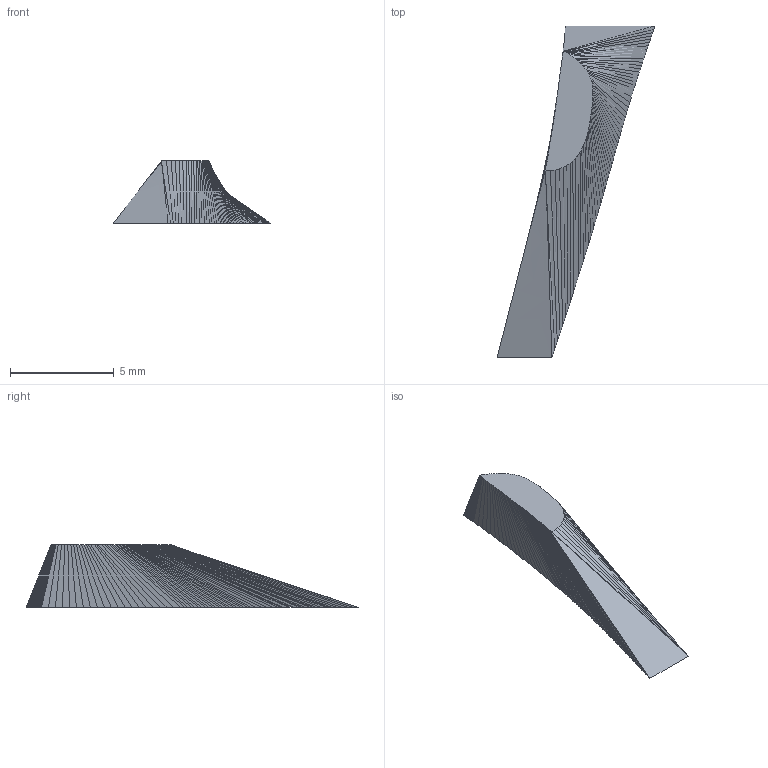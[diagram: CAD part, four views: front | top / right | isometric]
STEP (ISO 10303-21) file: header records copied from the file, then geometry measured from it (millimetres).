
FILE_DESCRIPTION(('STEP AP214'),'1');
FILE_NAME('tmp0.stp','2020-06-09T04:13:05',(' '),(' '),'Spatial InterOp 3D',' ',' ');
FILE_SCHEMA(('automotive_design'));
Length unit declared in the file: millimetre
Products named in the file (1): 1
Bounding box: 7.6 x 15.99 x 3 mm (x, y, z)
Volume: 77.9 mm3; surface area: 157.9 mm2
Topology: 1 solids, 1 shells, 149 faces, 488 edges, 341 vertices
Faces by surface type: bspline 147, plane 2
Entity records: 7131 total; most frequent: CARTESIAN_POINT 2040, ORIENTED_EDGE 976, DIRECTION 492, EDGE_CURVE 488, LINE 486, VECTOR 486, VERTEX_POINT 341, STYLED_ITEM 150
